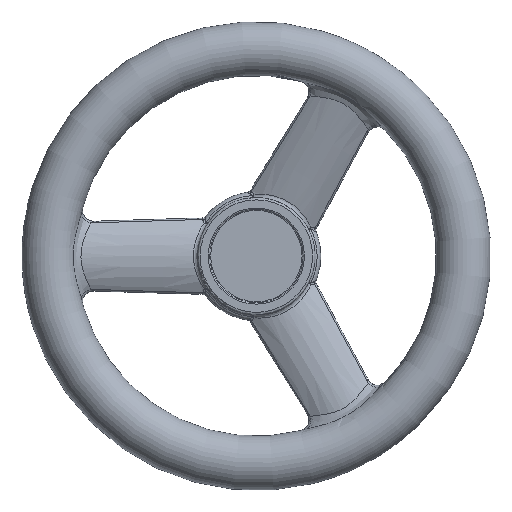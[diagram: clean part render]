
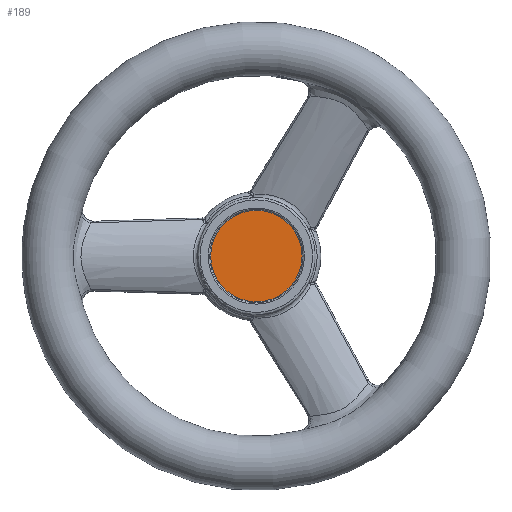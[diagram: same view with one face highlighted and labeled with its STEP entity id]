
A CAD part, top view. The second image highlights one B-rep face of the part: STEP entity #189.
In plain terms, the highlighted planar face has unit normal (0, 0, 1).
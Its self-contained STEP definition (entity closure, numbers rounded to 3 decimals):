
#189 = ADVANCED_FACE( '', ( #434 ), #435, .T. );
#434 = FACE_OUTER_BOUND( '', #8204, .T. );
#435 = PLANE( '', #8205 );
#8204 = EDGE_LOOP( '', ( #8888 ) );
#8205 = AXIS2_PLACEMENT_3D( '', #8889, #8890, #8891 );
#8888 = ORIENTED_EDGE( '', *, *, #9140, .T. );
#8889 = CARTESIAN_POINT( '', ( 0., 0., 28.49 ) );
#8890 = DIRECTION( '', ( 0., 0., 1. ) );
#8891 = DIRECTION( '', ( 1., 0., 0. ) );
#9140 = EDGE_CURVE( '', #9565, #9565, #9566, .T. );
#9565 = VERTEX_POINT( '', #14310 );
#9566 = CIRCLE( '', #14311, 19.5 );
#14310 = CARTESIAN_POINT( '', ( 19.5, 0., 28.49 ) );
#14311 = AXIS2_PLACEMENT_3D( '', #14902, #14903, #14904 );
#14902 = CARTESIAN_POINT( '', ( 0., 0., 28.49 ) );
#14903 = DIRECTION( '', ( 0., 0., 1. ) );
#14904 = DIRECTION( '', ( 1., 0., 0. ) );
